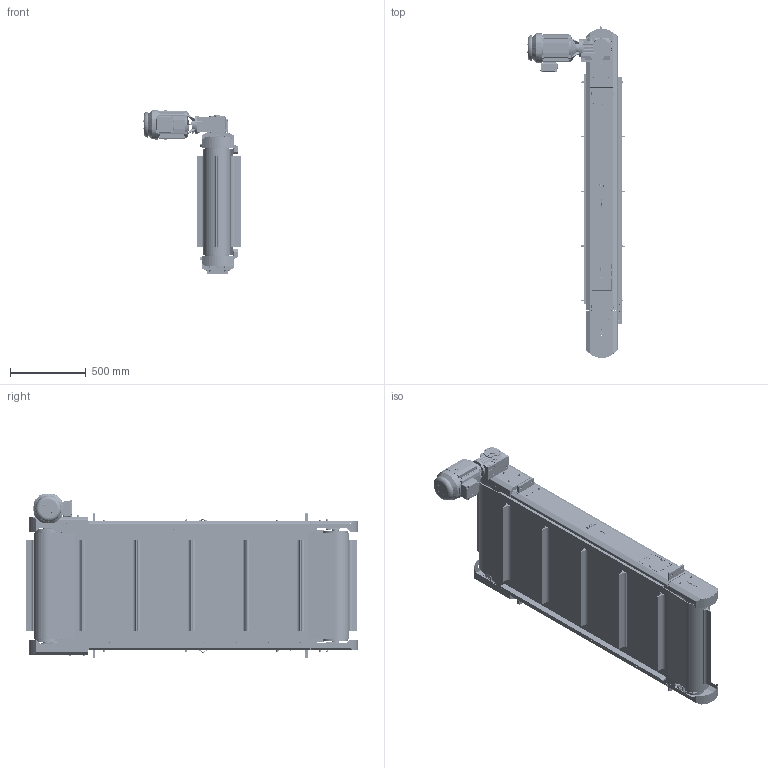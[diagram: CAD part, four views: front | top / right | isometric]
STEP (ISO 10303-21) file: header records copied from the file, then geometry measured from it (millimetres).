
FILE_DESCRIPTION(/* description */ (''),/* implementation_level */ '2;1');
FILE_NAME(/* name */ 'RONC140341.stp',/* time_stamp */ '2023-03-28T10:47:40+02:00',/* author */ ('PH'),/* organization */ (''),/* preprocessor_version */ 'ST-DEVELOPER v18.1',/* originating_system */ 'Autodesk Inventor 2021',/* authorisation */ '');
FILE_SCHEMA (('AUTOMOTIVE_DESIGN { 1 0 10303 214 3 1 1 }'));
Products named in the file (1): RONC140341
Bounding box: 647 x 2190.2 x 1088.1 mm (x, y, z)
Volume: 84577985.7 mm3; surface area: 20137428.4 mm2
Topology: 26 solids, 26 shells, 8302 faces, 21736 edges, 13875 vertices
Faces by surface type: plane 5018, cylinder 1771, cone 706, bspline 632, torus 128, sphere 47
Full cylindrical faces by diameter (mm): 3.15 x2, 4 x3, 4.917 x11, 5.459 x4, 6 x72, 6.5 x10, 6.6 x20, 6.647 x9, 6.917 x3, 7 x36, 7.318 x1, 7.323 x17, 8 x77, 8.376 x1, 8.4 x28, 8.5 x4, 8.566 x3, 8.7 x4, 9 x19, 9.188 x6, 9.59 x14, 9.6 x6, 10 x47, 10.5 x5, 11 x21, 11.4 x17, 12 x8, 12.5 x2, 13 x36, 14 x8
Entity records: 272940 total; most frequent: CARTESIAN_POINT 64380, ORIENTED_EDGE 43300, DIRECTION 39391, EDGE_CURVE 21650, VERTEX_POINT 13883, LINE 13171, VECTOR 13171, AXIS2_PLACEMENT_3D 13110
